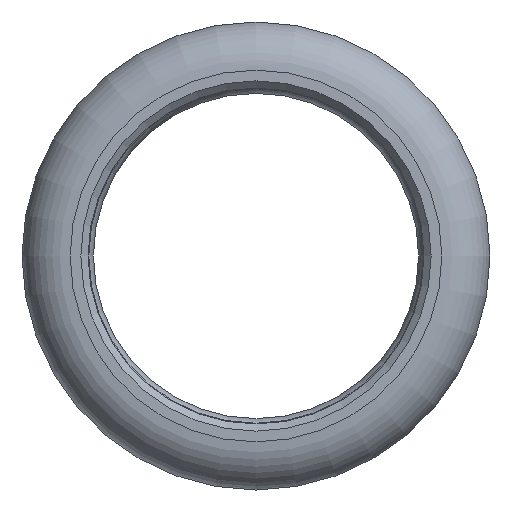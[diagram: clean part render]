
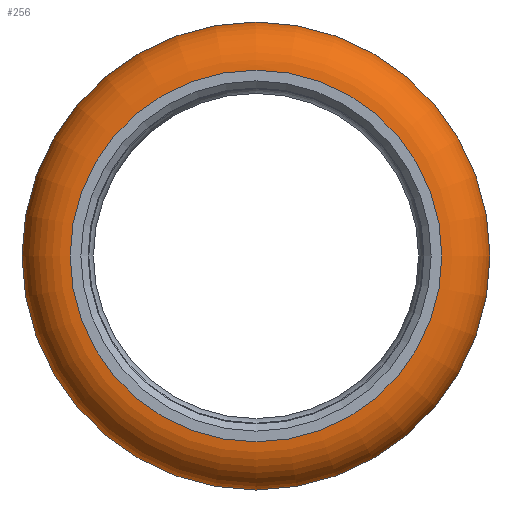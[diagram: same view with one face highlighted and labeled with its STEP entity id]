
A CAD part, left-side view. The second image highlights one B-rep face of the part: STEP entity #256.
In plain terms, the highlighted toroidal (fillet/blend) face has major radius 10.4 mm and minor radius 2.7 mm.
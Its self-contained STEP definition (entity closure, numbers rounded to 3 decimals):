
#22=TOROIDAL_SURFACE($,#301,10.4,2.7);
#55=FACE_BOUND($,#118,.T.);
#77=FACE_OUTER_BOUND($,#117,.T.);
#117=EDGE_LOOP($,(#227));
#118=EDGE_LOOP($,(#228));
#142=CIRCLE($,#300,12.638);
#143=CIRCLE($,#302,10.4);
#164=VERTEX_POINT($,#460);
#165=VERTEX_POINT($,#463);
#186=EDGE_CURVE($,#164,#164,#142,.T.);
#187=EDGE_CURVE($,#165,#165,#143,.T.);
#227=ORIENTED_EDGE($,*,*,#187,.F.);
#228=ORIENTED_EDGE($,*,*,#186,.T.);
#256=ADVANCED_FACE($,(#77,#55),#22,.T.);
#300=AXIS2_PLACEMENT_3D($,#461,#386,#387);
#301=AXIS2_PLACEMENT_3D($,#462,#388,#389);
#302=AXIS2_PLACEMENT_3D($,#464,#390,#391);
#386=DIRECTION('center_axis',(-1.,0.,0.));
#387=DIRECTION('ref_axis',(0.,0.,1.));
#388=DIRECTION('center_axis',(-1.,0.,0.));
#389=DIRECTION('ref_axis',(0.,0.,1.));
#390=DIRECTION('center_axis',(-1.,0.,0.));
#391=DIRECTION('ref_axis',(0.,0.,1.));
#460=CARTESIAN_POINT('',(-35.79,0.,12.638));
#461=CARTESIAN_POINT('Origin',(-35.79,0.,0.));
#462=CARTESIAN_POINT('Origin',(-37.3,0.,0.));
#463=CARTESIAN_POINT('',(-40.,0.,10.4));
#464=CARTESIAN_POINT('Origin',(-40.,0.,0.));
